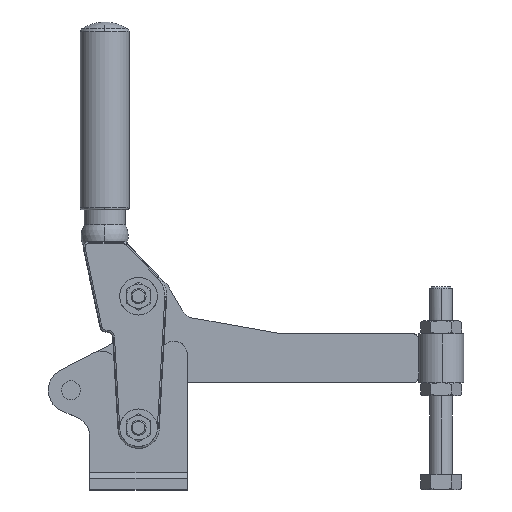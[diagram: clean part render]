
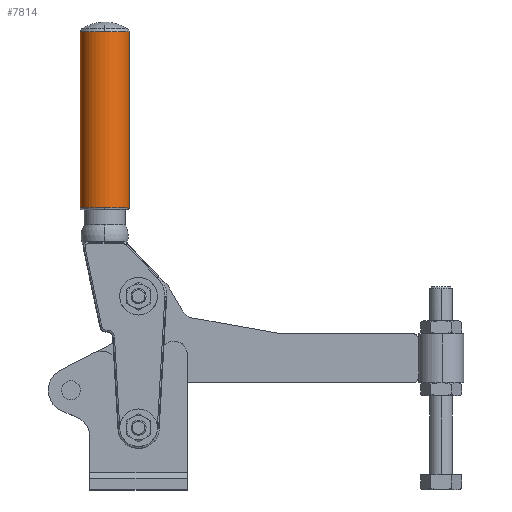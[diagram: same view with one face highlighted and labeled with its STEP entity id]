
A CAD part, top view. The second image highlights one B-rep face of the part: STEP entity #7814.
In plain terms, the highlighted cylindrical face has radius 13 mm (diameter 26 mm), a partial arc.
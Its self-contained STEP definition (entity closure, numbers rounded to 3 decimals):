
#7400=AXIS2_PLACEMENT_3D('Circle Axis2P3D',#7398,#7399,$) ;
#7419=AXIS2_PLACEMENT_3D('Circle Axis2P3D',#7417,#7418,$) ;
#7792=AXIS2_PLACEMENT_3D('Cylinder Axis2P3D',#7789,#7790,#7791) ;
#7796=AXIS2_PLACEMENT_3D('Circle Axis2P3D',#7794,#7795,$) ;
#7803=AXIS2_PLACEMENT_3D('Circle Axis2P3D',#7801,#7802,$) ;
#7381=CARTESIAN_POINT('Vertex',(-106.,151.,13.)) ;
#7395=CARTESIAN_POINT('Vertex',(-93.,151.,0.)) ;
#7398=CARTESIAN_POINT('Axis2P3D Location',(-106.,151.,0.)) ;
#7417=CARTESIAN_POINT('Axis2P3D Location',(-106.,151.,0.)) ;
#7421=CARTESIAN_POINT('Vertex',(-119.,151.,0.)) ;
#7748=CARTESIAN_POINT('Line Origine',(-93.,197.852,0.)) ;
#7752=CARTESIAN_POINT('Vertex',(-93.,244.703,0.)) ;
#7755=CARTESIAN_POINT('Line Origine',(-119.,197.852,0.)) ;
#7759=CARTESIAN_POINT('Vertex',(-119.,244.703,0.)) ;
#7789=CARTESIAN_POINT('Axis2P3D Location',(-106.,197.852,0.)) ;
#7794=CARTESIAN_POINT('Axis2P3D Location',(-106.,244.703,0.)) ;
#7798=CARTESIAN_POINT('Vertex',(-106.,244.703,13.)) ;
#7801=CARTESIAN_POINT('Axis2P3D Location',(-106.,244.703,0.)) ;
#7399=DIRECTION('Axis2P3D Direction',(0.,1.,0.)) ;
#7418=DIRECTION('Axis2P3D Direction',(0.,1.,0.)) ;
#7749=DIRECTION('Vector Direction',(0.,1.,0.)) ;
#7756=DIRECTION('Vector Direction',(0.,1.,0.)) ;
#7790=DIRECTION('Axis2P3D Direction',(0.,1.,0.)) ;
#7791=DIRECTION('Axis2P3D XDirection',(-1.,0.,0.)) ;
#7795=DIRECTION('Axis2P3D Direction',(0.,1.,0.)) ;
#7802=DIRECTION('Axis2P3D Direction',(0.,1.,0.)) ;
#7750=VECTOR('Line Direction',#7749,1.) ;
#7757=VECTOR('Line Direction',#7756,1.) ;
#7807=ORIENTED_EDGE('',*,*,#7761,.F.) ;
#7808=ORIENTED_EDGE('',*,*,#7423,.T.) ;
#7809=ORIENTED_EDGE('',*,*,#7402,.T.) ;
#7810=ORIENTED_EDGE('',*,*,#7754,.F.) ;
#7811=ORIENTED_EDGE('',*,*,#7800,.F.) ;
#7812=ORIENTED_EDGE('',*,*,#7805,.F.) ;
#7814=ADVANCED_FACE('MODULSPANNER_TS_V_HD_1300_SB_L135_357830',(#7813),#7793,.T.) ;
#7401=CIRCLE('generated circle',#7400,13.) ;
#7420=CIRCLE('generated circle',#7419,13.) ;
#7797=CIRCLE('generated circle',#7796,13.) ;
#7804=CIRCLE('generated circle',#7803,13.) ;
#7793=CYLINDRICAL_SURFACE('generated cylinder',#7792,13.) ;
#7402=EDGE_CURVE('',#7382,#7396,#7401,.T.) ;
#7423=EDGE_CURVE('',#7422,#7382,#7420,.T.) ;
#7754=EDGE_CURVE('',#7753,#7396,#7751,.F.) ;
#7761=EDGE_CURVE('',#7422,#7760,#7758,.T.) ;
#7800=EDGE_CURVE('',#7799,#7753,#7797,.T.) ;
#7805=EDGE_CURVE('',#7760,#7799,#7804,.T.) ;
#7806=EDGE_LOOP('',(#7807,#7808,#7809,#7810,#7811,#7812)) ;
#7813=FACE_OUTER_BOUND('',#7806,.T.) ;
#7751=LINE('Line',#7748,#7750) ;
#7758=LINE('Line',#7755,#7757) ;
#7382=VERTEX_POINT('',#7381) ;
#7396=VERTEX_POINT('',#7395) ;
#7422=VERTEX_POINT('',#7421) ;
#7753=VERTEX_POINT('',#7752) ;
#7760=VERTEX_POINT('',#7759) ;
#7799=VERTEX_POINT('',#7798) ;
